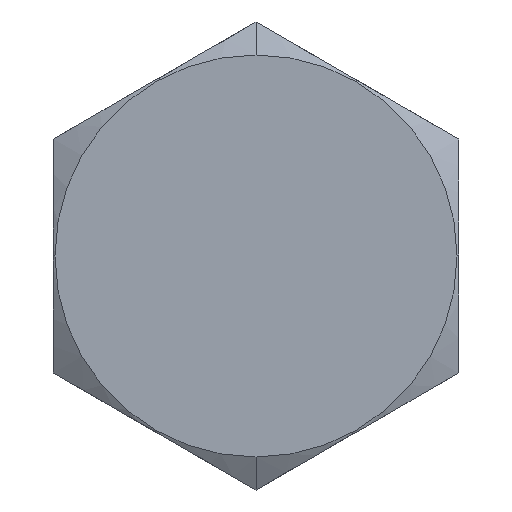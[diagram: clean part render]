
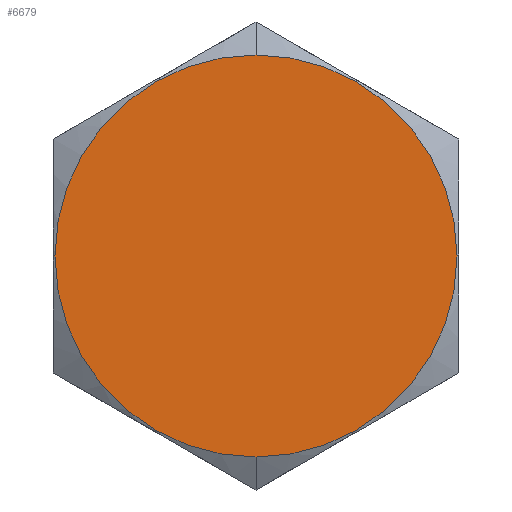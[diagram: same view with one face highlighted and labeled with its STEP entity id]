
A CAD part, front view. The second image highlights one B-rep face of the part: STEP entity #6679.
In plain terms, the highlighted planar face has unit normal (0, -1, 0).
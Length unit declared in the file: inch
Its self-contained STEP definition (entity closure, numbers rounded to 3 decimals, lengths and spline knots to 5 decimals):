
#263 = FACE_OUTER_BOUND ( 'NONE', #3229, .T. ) ;
#315 = CARTESIAN_POINT ( 'NONE',  ( 0., 0., 0. ) ) ;
#448 = CARTESIAN_POINT ( 'NONE',  ( 0., 0., 0. ) ) ;
#534 = VERTEX_POINT ( 'NONE', #4758 ) ;
#1338 = CARTESIAN_POINT ( 'NONE',  ( 0., 0., 0. ) ) ;
#2134 = VERTEX_POINT ( 'NONE', #5979 ) ;
#2330 = PLANE ( 'NONE',  #3283 ) ;
#2362 = DIRECTION ( 'NONE',  ( 0., 0., -1. ) ) ;
#3229 = EDGE_LOOP ( 'NONE', ( #6911, #7623 ) ) ;
#3283 = AXIS2_PLACEMENT_3D ( 'NONE', #315, #3317, #12000 ) ;
#3296 = EDGE_CURVE ( 'NONE', #2134, #534, #10703, .T. ) ;
#3317 = DIRECTION ( 'NONE',  ( 0., 1., 0. ) ) ;
#3437 = AXIS2_PLACEMENT_3D ( 'NONE', #1338, #7983, #10856 ) ;
#4273 = DIRECTION ( 'NONE',  ( 0., -1., 0. ) ) ;
#4758 = CARTESIAN_POINT ( 'NONE',  ( 0., 0., -0.62 ) ) ;
#5979 = CARTESIAN_POINT ( 'NONE',  ( 0., 0., 0.62 ) ) ;
#6679 = ADVANCED_FACE ( 'NONE', ( #263 ), #2330, .F. ) ;
#6911 = ORIENTED_EDGE ( 'NONE', *, *, #3296, .T. ) ;
#7120 = AXIS2_PLACEMENT_3D ( 'NONE', #448, #4273, #2362 ) ;
#7623 = ORIENTED_EDGE ( 'NONE', *, *, #8005, .T. ) ;
#7983 = DIRECTION ( 'NONE',  ( 0., -1., 0. ) ) ;
#8005 = EDGE_CURVE ( 'NONE', #534, #2134, #10066, .T. ) ;
#10066 = CIRCLE ( 'NONE', #7120, 0.62 ) ;
#10703 = CIRCLE ( 'NONE', #3437, 0.62 ) ;
#10856 = DIRECTION ( 'NONE',  ( 0., 0., -1. ) ) ;
#12000 = DIRECTION ( 'NONE',  ( 0., 0., 1. ) ) ;
